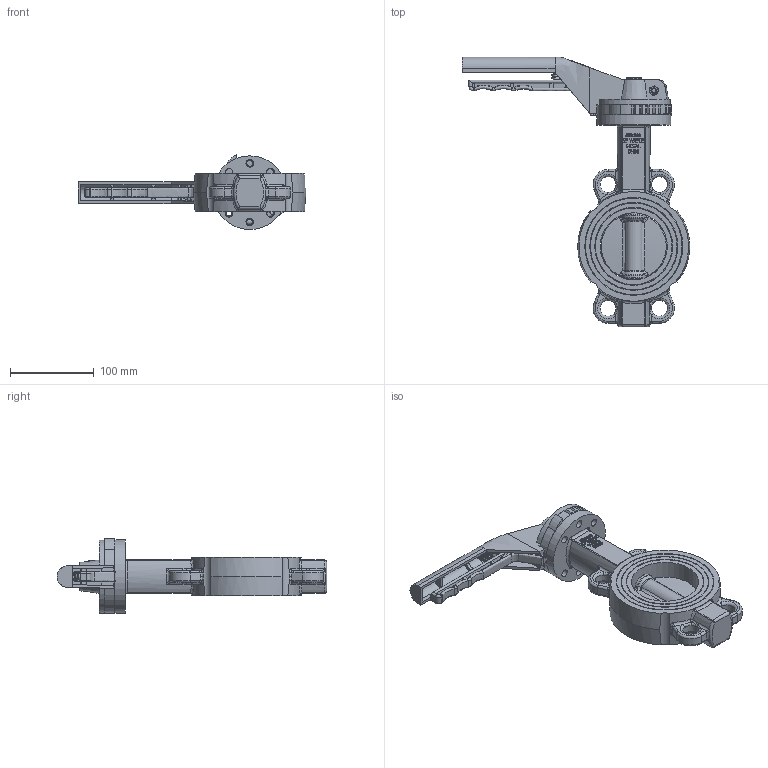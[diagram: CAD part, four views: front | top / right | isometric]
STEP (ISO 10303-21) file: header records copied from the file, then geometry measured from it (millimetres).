
FILE_DESCRIPTION(/* description */ ('1111080'),/* implementation_level */ '2;1');
FILE_NAME(/* name */ '1111080.stp',/* time_stamp */ '2019-05-03T11:18:24+02:00',/* author */ ('jmorand'),/* organization */ ('Sferaco'),/* preprocessor_version */ 'ST-DEVELOPER v17.2',/* originating_system */ 'Autodesk Inventor 2019',/* authorisation */ '');
FILE_SCHEMA (('AUTOMOTIVE_DESIGN { 1 0 10303 214 3 1 1 }'));
Products named in the file (1): 1111080_Shrinkwrap_1
Bounding box: 272 x 322 x 89.53 mm (x, y, z)
Volume: 860471.8 mm3; surface area: 216601.3 mm2
Topology: 12 solids, 12 shells, 1728 faces, 4603 edges, 2924 vertices
Faces by surface type: plane 749, cylinder 409, bspline 332, torus 132, cone 94, sphere 12
Full cylindrical faces by diameter (mm): 4.7 x2, 6 x2, 6.2 x5, 6.6 x2, 7 x4, 7.4 x1, 8 x1, 8.5 x4, 9 x6, 10 x2, 10.2 x4, 13.1 x1, 14.8 x1, 15.3 x1, 15.5 x1, 15.75 x1, 16 x2, 17 x3, 17.2 x3, 18.5 x1, 19 x4, 24 x3, 26.5 x8, 30 x8, 32 x1, 80.3 x1, 88 x1
Entity records: 84038 total; most frequent: CARTESIAN_POINT 40871, ORIENTED_EDGE 9144, DIRECTION 8043, EDGE_CURVE 4572, VERTEX_POINT 2924, AXIS2_PLACEMENT_3D 2891, LINE 2261, VECTOR 2261
